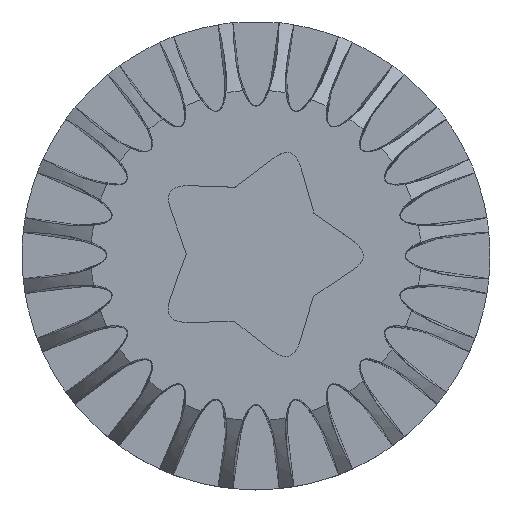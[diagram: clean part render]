
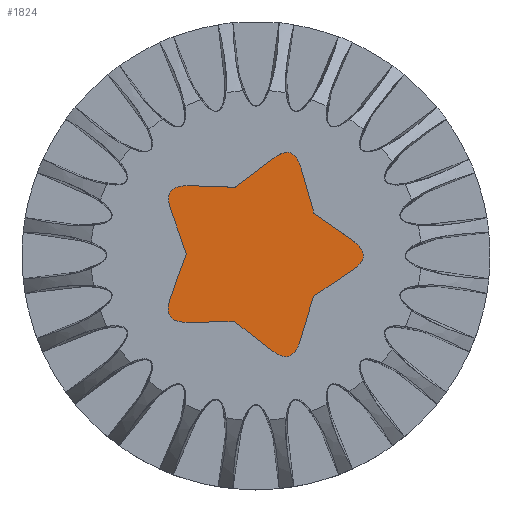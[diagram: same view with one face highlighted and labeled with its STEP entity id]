
A CAD part, top view. The second image highlights one B-rep face of the part: STEP entity #1824.
In plain terms, the highlighted planar face has unit normal (0, 0, 1).
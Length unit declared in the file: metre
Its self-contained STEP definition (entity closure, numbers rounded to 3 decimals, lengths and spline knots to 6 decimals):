
#175=B_SPLINE_CURVE_WITH_KNOTS('',2,(#3570,#3571,#3572),.UNSPECIFIED.,.F.,
 .F.,(3,3),(0.,1.),.PIECEWISE_BEZIER_KNOTS.);
#176=B_SPLINE_CURVE_WITH_KNOTS('',2,(#3595,#3596,#3597),.UNSPECIFIED.,.F.,
 .F.,(3,3),(0.,1.),.PIECEWISE_BEZIER_KNOTS.);
#177=B_SPLINE_CURVE_WITH_KNOTS('',2,(#3620,#3621,#3622),.UNSPECIFIED.,.F.,
 .F.,(3,3),(0.,1.),.PIECEWISE_BEZIER_KNOTS.);
#178=B_SPLINE_CURVE_WITH_KNOTS('',2,(#3645,#3646,#3647),.UNSPECIFIED.,.F.,
 .F.,(3,3),(0.,1.),.PIECEWISE_BEZIER_KNOTS.);
#179=B_SPLINE_CURVE_WITH_KNOTS('',2,(#3670,#3671,#3672),.UNSPECIFIED.,.F.,
 .F.,(3,3),(0.,1.),.PIECEWISE_BEZIER_KNOTS.);
#241=LINE('',#3559,#329);
#244=LINE('',#3576,#332);
#247=LINE('',#3584,#335);
#250=LINE('',#3601,#338);
#253=LINE('',#3609,#341);
#256=LINE('',#3626,#344);
#259=LINE('',#3634,#347);
#262=LINE('',#3651,#350);
#265=LINE('',#3659,#353);
#267=LINE('',#3674,#355);
#329=VECTOR('',#2483,1.);
#332=VECTOR('',#2488,1.);
#335=VECTOR('',#2497,1.);
#338=VECTOR('',#2502,1.);
#341=VECTOR('',#2511,1.);
#344=VECTOR('',#2516,1.);
#347=VECTOR('',#2525,1.);
#350=VECTOR('',#2530,1.);
#353=VECTOR('',#2539,1.);
#355=VECTOR('',#2543,1.);
#898=ORIENTED_EDGE('',*,*,#1197,.T.);
#899=ORIENTED_EDGE('',*,*,#1198,.T.);
#900=ORIENTED_EDGE('',*,*,#1161,.F.);
#901=ORIENTED_EDGE('',*,*,#1163,.T.);
#902=ORIENTED_EDGE('',*,*,#1165,.T.);
#903=ORIENTED_EDGE('',*,*,#1167,.T.);
#904=ORIENTED_EDGE('',*,*,#1169,.F.);
#905=ORIENTED_EDGE('',*,*,#1171,.T.);
#906=ORIENTED_EDGE('',*,*,#1173,.F.);
#907=ORIENTED_EDGE('',*,*,#1175,.T.);
#908=ORIENTED_EDGE('',*,*,#1177,.F.);
#909=ORIENTED_EDGE('',*,*,#1179,.T.);
#910=ORIENTED_EDGE('',*,*,#1181,.F.);
#911=ORIENTED_EDGE('',*,*,#1183,.T.);
#912=ORIENTED_EDGE('',*,*,#1185,.F.);
#913=ORIENTED_EDGE('',*,*,#1187,.T.);
#914=ORIENTED_EDGE('',*,*,#1189,.T.);
#915=ORIENTED_EDGE('',*,*,#1191,.T.);
#916=ORIENTED_EDGE('',*,*,#1193,.F.);
#917=ORIENTED_EDGE('',*,*,#1195,.T.);
#1161=EDGE_CURVE('',#1369,#1368,#1470,.T.);
#1163=EDGE_CURVE('',#1369,#1370,#241,.T.);
#1165=EDGE_CURVE('',#1370,#1371,#175,.T.);
#1167=EDGE_CURVE('',#1371,#1372,#244,.T.);
#1169=EDGE_CURVE('',#1373,#1372,#1471,.T.);
#1171=EDGE_CURVE('',#1373,#1374,#247,.T.);
#1173=EDGE_CURVE('',#1375,#1374,#176,.T.);
#1175=EDGE_CURVE('',#1375,#1376,#250,.T.);
#1177=EDGE_CURVE('',#1377,#1376,#1472,.T.);
#1179=EDGE_CURVE('',#1377,#1378,#253,.T.);
#1181=EDGE_CURVE('',#1379,#1378,#177,.T.);
#1183=EDGE_CURVE('',#1379,#1380,#256,.T.);
#1185=EDGE_CURVE('',#1381,#1380,#1473,.T.);
#1187=EDGE_CURVE('',#1381,#1382,#259,.T.);
#1189=EDGE_CURVE('',#1382,#1383,#178,.T.);
#1191=EDGE_CURVE('',#1383,#1384,#262,.T.);
#1193=EDGE_CURVE('',#1385,#1384,#1474,.T.);
#1195=EDGE_CURVE('',#1385,#1386,#265,.T.);
#1197=EDGE_CURVE('',#1386,#1387,#179,.T.);
#1198=EDGE_CURVE('',#1387,#1368,#267,.T.);
#1368=VERTEX_POINT('',#3552);
#1369=VERTEX_POINT('',#3554);
#1370=VERTEX_POINT('',#3558);
#1371=VERTEX_POINT('',#3569);
#1372=VERTEX_POINT('',#3575);
#1373=VERTEX_POINT('',#3579);
#1374=VERTEX_POINT('',#3583);
#1375=VERTEX_POINT('',#3594);
#1376=VERTEX_POINT('',#3600);
#1377=VERTEX_POINT('',#3604);
#1378=VERTEX_POINT('',#3608);
#1379=VERTEX_POINT('',#3619);
#1380=VERTEX_POINT('',#3625);
#1381=VERTEX_POINT('',#3629);
#1382=VERTEX_POINT('',#3633);
#1383=VERTEX_POINT('',#3644);
#1384=VERTEX_POINT('',#3650);
#1385=VERTEX_POINT('',#3654);
#1386=VERTEX_POINT('',#3658);
#1387=VERTEX_POINT('',#3669);
#1470=CIRCLE('',#2024,0.000058);
#1471=CIRCLE('',#2028,0.00005);
#1472=CIRCLE('',#2032,0.00005);
#1473=CIRCLE('',#2036,0.000048);
#1474=CIRCLE('',#2040,0.000053);
#1580=EDGE_LOOP('',(#898,#899,#900,#901,#902,#903,#904,#905,#906,#907,#908,
#909,#910,#911,#912,#913,#914,#915,#916,#917));
#1686=FACE_BOUND('',#1580,.T.);
#1724=PLANE('',#2043);
#1824=ADVANCED_FACE('',(#1686),#1724,.T.);
#2024=AXIS2_PLACEMENT_3D('',#3555,#2478,#2479);
#2028=AXIS2_PLACEMENT_3D('',#3580,#2492,#2493);
#2032=AXIS2_PLACEMENT_3D('',#3605,#2506,#2507);
#2036=AXIS2_PLACEMENT_3D('',#3630,#2520,#2521);
#2040=AXIS2_PLACEMENT_3D('',#3655,#2534,#2535);
#2043=AXIS2_PLACEMENT_3D('',#3675,#2544,#2545);
#2478=DIRECTION('',(0.,0.,1.));
#2479=DIRECTION('',(1.,0.,0.));
#2483=DIRECTION('',(0.828,0.56,0.));
#2488=DIRECTION('',(-0.821,0.571,0.));
#2492=DIRECTION('',(0.,0.,1.));
#2493=DIRECTION('',(1.,0.,0.));
#2497=DIRECTION('',(-0.275,0.961,0.));
#2502=DIRECTION('',(-0.796,-0.605,0.));
#2506=DIRECTION('',(0.,0.,1.));
#2507=DIRECTION('',(1.,0.,0.));
#2511=DIRECTION('',(-0.999,0.035,0.));
#2516=DIRECTION('',(0.328,-0.945,0.));
#2520=DIRECTION('',(0.,0.,1.));
#2521=DIRECTION('',(1.,0.,0.));
#2525=DIRECTION('',(-0.341,-0.94,0.));
#2530=DIRECTION('',(1.,0.02,0.));
#2534=DIRECTION('',(0.,0.,1.));
#2535=DIRECTION('',(1.,0.,0.));
#2539=DIRECTION('',(0.788,-0.616,0.));
#2543=DIRECTION('',(0.289,0.957,0.));
#2544=DIRECTION('',(0.,0.,1.));
#2545=DIRECTION('',(1.,0.,0.));
#3552=CARTESIAN_POINT('',(0.002206,-0.001596,0.0145));
#3554=CARTESIAN_POINT('',(0.002226,-0.00157,0.0145));
#3555=CARTESIAN_POINT('',(0.002261,-0.001616,0.0145));
#3558=CARTESIAN_POINT('',(0.003706,-0.000569,0.0145));
#3559=CARTESIAN_POINT('',(0.002966,-0.001069,0.0145));
#3569=CARTESIAN_POINT('',(0.003716,0.00058,0.0145));
#3570=CARTESIAN_POINT('',(0.003706,-0.000569,0.0145));
#3571=CARTESIAN_POINT('',(0.004546,-0.000023,0.0145));
#3572=CARTESIAN_POINT('',(0.003716,0.00058,0.0145));
#3575=CARTESIAN_POINT('',(0.002248,0.001602,0.0145));
#3576=CARTESIAN_POINT('',(0.002982,0.001091,0.0145));
#3579=CARTESIAN_POINT('',(0.002228,0.001629,0.0145));
#3580=CARTESIAN_POINT('',(0.002276,0.001643,0.0145));
#3583=CARTESIAN_POINT('',(0.001735,0.00335,0.0145));
#3584=CARTESIAN_POINT('',(0.001982,0.00249,0.0145));
#3594=CARTESIAN_POINT('',(0.000647,0.003713,0.0145));
#3595=CARTESIAN_POINT('',(0.000647,0.003713,0.0145));
#3596=CARTESIAN_POINT('',(0.001444,0.004353,0.0145));
#3597=CARTESIAN_POINT('',(0.001735,0.00335,0.0145));
#3600=CARTESIAN_POINT('',(-0.000777,0.002631,0.0145));
#3601=CARTESIAN_POINT('',(-0.000065,0.003172,0.0145));
#3604=CARTESIAN_POINT('',(-0.000808,0.002621,0.0145));
#3605=CARTESIAN_POINT('',(-0.000807,0.002672,0.0145));
#3608=CARTESIAN_POINT('',(-0.002595,0.002683,0.0145));
#3609=CARTESIAN_POINT('',(-0.001702,0.002652,0.0145));
#3619=CARTESIAN_POINT('',(-0.003275,0.001759,0.0145));
#3620=CARTESIAN_POINT('',(-0.003275,0.001759,0.0145));
#3621=CARTESIAN_POINT('',(-0.003627,0.002683,0.0145));
#3622=CARTESIAN_POINT('',(-0.002595,0.002683,0.0145));
#3625=CARTESIAN_POINT('',(-0.002688,0.000068,0.0145));
#3626=CARTESIAN_POINT('',(-0.002982,0.000914,0.0145));
#3629=CARTESIAN_POINT('',(-0.002689,0.000035,0.0145));
#3630=CARTESIAN_POINT('',(-0.002734,0.000053,0.0145));
#3633=CARTESIAN_POINT('',(-0.003299,-0.001647,0.0145));
#3634=CARTESIAN_POINT('',(-0.002994,-0.000806,0.0145));
#3644=CARTESIAN_POINT('',(-0.002632,-0.002581,0.0145));
#3645=CARTESIAN_POINT('',(-0.003299,-0.001647,0.0145));
#3646=CARTESIAN_POINT('',(-0.003634,-0.002581,0.0145));
#3647=CARTESIAN_POINT('',(-0.002632,-0.002581,0.0145));
#3650=CARTESIAN_POINT('',(-0.000844,-0.002544,0.0145));
#3651=CARTESIAN_POINT('',(-0.001738,-0.002562,0.0145));
#3654=CARTESIAN_POINT('',(-0.000814,-0.002555,0.0145));
#3655=CARTESIAN_POINT('',(-0.000846,-0.002597,0.0145));
#3658=CARTESIAN_POINT('',(0.000595,-0.003657,0.0145));
#3659=CARTESIAN_POINT('',(-0.000109,-0.003106,0.0145));
#3669=CARTESIAN_POINT('',(0.001688,-0.003309,0.0145));
#3670=CARTESIAN_POINT('',(0.000595,-0.003657,0.0145));
#3671=CARTESIAN_POINT('',(0.001391,-0.004274,0.0145));
#3672=CARTESIAN_POINT('',(0.001688,-0.003309,0.0145));
#3674=CARTESIAN_POINT('',(0.001947,-0.002453,0.0145));
#3675=CARTESIAN_POINT('',(0.,0.,0.0145));
